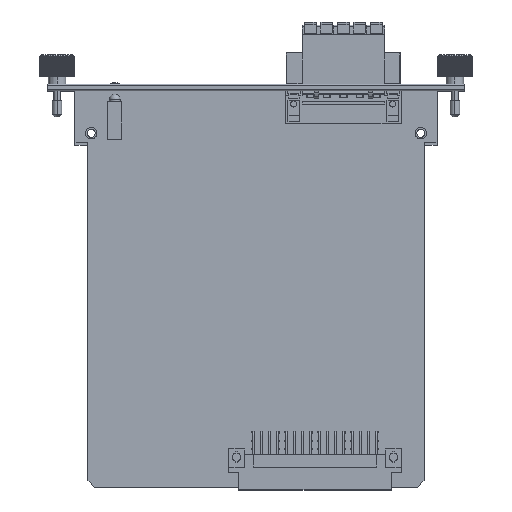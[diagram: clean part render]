
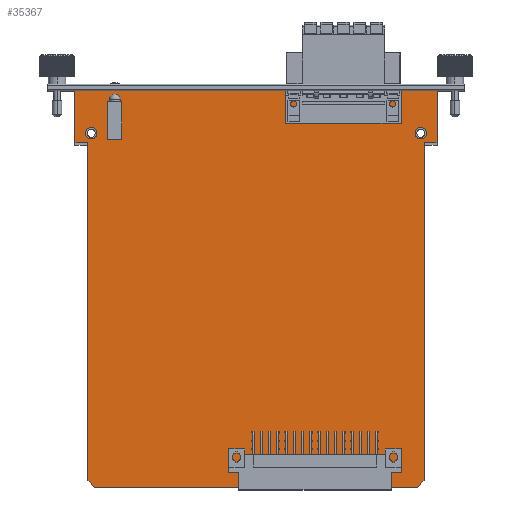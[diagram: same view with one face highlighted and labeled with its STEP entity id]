
A CAD part, top view. The second image highlights one B-rep face of the part: STEP entity #35367.
In plain terms, the highlighted planar face has unit normal (0, 0, 1).
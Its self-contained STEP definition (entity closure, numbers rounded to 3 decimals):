
#1102 = CARTESIAN_POINT ( 'NONE',  ( 50.75, 48., 1.6 ) ) ;
#1134 = CARTESIAN_POINT ( 'NONE',  ( 51.75, -59., 1.6 ) ) ;
#1154 = DIRECTION ( 'NONE',  ( 0., 1., 0. ) ) ;
#1626 = VECTOR ( 'NONE', #15829, 1000. ) ;
#1942 = VECTOR ( 'NONE', #7799, 1000. ) ;
#1984 = DIRECTION ( 'NONE',  ( 0.707, 0.707, 0. ) ) ;
#2238 = EDGE_CURVE ( 'NONE', #16741, #62125, #13605, .T. ) ;
#2592 = DIRECTION ( 'NONE',  ( -1., 0., 0. ) ) ;
#2614 = VERTEX_POINT ( 'NONE', #40775 ) ;
#3958 = VECTOR ( 'NONE', #68130, 1000. ) ;
#4000 = VERTEX_POINT ( 'NONE', #39642 ) ;
#4565 = DIRECTION ( 'NONE',  ( 0., 0., 1. ) ) ;
#4574 = LINE ( 'NONE', #37983, #1626 ) ;
#5406 = ORIENTED_EDGE ( 'NONE', *, *, #58606, .F. ) ;
#7538 = ORIENTED_EDGE ( 'NONE', *, *, #56445, .T. ) ;
#7799 = DIRECTION ( 'NONE',  ( 1., 0., 0. ) ) ;
#7873 = VECTOR ( 'NONE', #41250, 1000. ) ;
#8211 = LINE ( 'NONE', #62702, #3958 ) ;
#9806 = ORIENTED_EDGE ( 'NONE', *, *, #14398, .T. ) ;
#10522 = LINE ( 'NONE', #59891, #54598 ) ;
#10531 = PLANE ( 'NONE',  #21670 ) ;
#10971 = VERTEX_POINT ( 'NONE', #67200 ) ;
#11256 = CARTESIAN_POINT ( 'NONE',  ( 51.75, 45., 1.6 ) ) ;
#11293 = VERTEX_POINT ( 'NONE', #49337 ) ;
#12736 = ORIENTED_EDGE ( 'NONE', *, *, #27761, .T. ) ;
#13433 = VERTEX_POINT ( 'NONE', #34799 ) ;
#13605 = LINE ( 'NONE', #57551, #1942 ) ;
#14398 = EDGE_CURVE ( 'NONE', #69616, #27118, #27943, .T. ) ;
#15226 = ORIENTED_EDGE ( 'NONE', *, *, #46701, .F. ) ;
#15236 = EDGE_CURVE ( 'NONE', #27118, #53595, #61524, .T. ) ;
#15816 = CARTESIAN_POINT ( 'NONE',  ( -50.75, 48., 1.6 ) ) ;
#15829 = DIRECTION ( 'NONE',  ( 0., -1., 0. ) ) ;
#16334 = DIRECTION ( 'NONE',  ( -1., 0., 0. ) ) ;
#16658 = CARTESIAN_POINT ( 'NONE',  ( 51.75, 61., 1.6 ) ) ;
#16668 = DIRECTION ( 'NONE',  ( 0., 0., 1. ) ) ;
#16741 = VERTEX_POINT ( 'NONE', #29137 ) ;
#18083 = CARTESIAN_POINT ( 'NONE',  ( 49.75, -61., 1.6 ) ) ;
#19094 = CARTESIAN_POINT ( 'NONE',  ( -51.75, 61., 1.6 ) ) ;
#20340 = DIRECTION ( 'NONE',  ( 0., 0., 1. ) ) ;
#21379 = ORIENTED_EDGE ( 'NONE', *, *, #33071, .T. ) ;
#21670 = AXIS2_PLACEMENT_3D ( 'NONE', #54831, #20340, #42509 ) ;
#21836 = AXIS2_PLACEMENT_3D ( 'NONE', #1102, #63496, #41721 ) ;
#24245 = EDGE_CURVE ( 'NONE', #55839, #13433, #8211, .T. ) ;
#25072 = ORIENTED_EDGE ( 'NONE', *, *, #24245, .T. ) ;
#25090 = DIRECTION ( 'NONE',  ( 0., 0., 1. ) ) ;
#25163 = CARTESIAN_POINT ( 'NONE',  ( 55.75, 45., 1.6 ) ) ;
#27118 = VERTEX_POINT ( 'NONE', #11256 ) ;
#27314 = ORIENTED_EDGE ( 'NONE', *, *, #65178, .T. ) ;
#27761 = EDGE_CURVE ( 'NONE', #62125, #55839, #29307, .T. ) ;
#27943 = LINE ( 'NONE', #16658, #30075 ) ;
#28617 = CARTESIAN_POINT ( 'NONE',  ( -51.75, -59., 1.6 ) ) ;
#28786 = CARTESIAN_POINT ( 'NONE',  ( 55.75, 61., 1.6 ) ) ;
#29137 = CARTESIAN_POINT ( 'NONE',  ( -55.75, 45., 1.6 ) ) ;
#29307 = LINE ( 'NONE', #19094, #7873 ) ;
#29807 = LINE ( 'NONE', #51263, #53922 ) ;
#30075 = VECTOR ( 'NONE', #71102, 1000. ) ;
#31626 = FACE_BOUND ( 'NONE', #64814, .T. ) ;
#32279 = CIRCLE ( 'NONE', #65876, 1.75 ) ;
#32723 = CARTESIAN_POINT ( 'NONE',  ( -51.75, -61., 1.6 ) ) ;
#32923 = EDGE_CURVE ( 'NONE', #45327, #16741, #4574, .T. ) ;
#33071 = EDGE_CURVE ( 'NONE', #68901, #69616, #50327, .T. ) ;
#34290 = ORIENTED_EDGE ( 'NONE', *, *, #2238, .T. ) ;
#34799 = CARTESIAN_POINT ( 'NONE',  ( -49.75, -61., 1.6 ) ) ;
#35367 = ADVANCED_FACE ( 'NONE', ( #31626, #43579, #60265 ), #10531, .T. ) ;
#35370 = DIRECTION ( 'NONE',  ( 1., 0., 0. ) ) ;
#36719 = AXIS2_PLACEMENT_3D ( 'NONE', #46555, #25090, #2592 ) ;
#37983 = CARTESIAN_POINT ( 'NONE',  ( -55.75, 61., 1.6 ) ) ;
#38531 = DIRECTION ( 'NONE',  ( 1., 0., 0. ) ) ;
#39642 = CARTESIAN_POINT ( 'NONE',  ( 49., 48., 1.6 ) ) ;
#40775 = CARTESIAN_POINT ( 'NONE',  ( -52.5, 48., 1.6 ) ) ;
#41250 = DIRECTION ( 'NONE',  ( 0., -1., 0. ) ) ;
#41721 = DIRECTION ( 'NONE',  ( -1., 0., 0. ) ) ;
#42509 = DIRECTION ( 'NONE',  ( 1., 0., 0. ) ) ;
#43579 = FACE_BOUND ( 'NONE', #71391, .T. ) ;
#44296 = CARTESIAN_POINT ( 'NONE',  ( -50.75, 48., 1.6 ) ) ;
#45327 = VERTEX_POINT ( 'NONE', #63603 ) ;
#46555 = CARTESIAN_POINT ( 'NONE',  ( 50.75, 48., 1.6 ) ) ;
#46601 = VERTEX_POINT ( 'NONE', #28786 ) ;
#46701 = EDGE_CURVE ( 'NONE', #4000, #10971, #67989, .T. ) ;
#46836 = ORIENTED_EDGE ( 'NONE', *, *, #56675, .F. ) ;
#48553 = CIRCLE ( 'NONE', #21836, 1.75 ) ;
#48940 = ORIENTED_EDGE ( 'NONE', *, *, #15236, .T. ) ;
#49337 = CARTESIAN_POINT ( 'NONE',  ( -49., 48., 1.6 ) ) ;
#50327 = LINE ( 'NONE', #62621, #68914 ) ;
#51052 = CIRCLE ( 'NONE', #63761, 1.75 ) ;
#51263 = CARTESIAN_POINT ( 'NONE',  ( 55.75, 61., 1.6 ) ) ;
#51647 = CARTESIAN_POINT ( 'NONE',  ( -51.75, 45., 1.6 ) ) ;
#52022 = VECTOR ( 'NONE', #38531, 1000. ) ;
#52132 = EDGE_CURVE ( 'NONE', #46601, #45327, #10522, .T. ) ;
#52307 = ORIENTED_EDGE ( 'NONE', *, *, #52132, .T. ) ;
#52427 = CARTESIAN_POINT ( 'NONE',  ( 51.75, 45., 1.6 ) ) ;
#53595 = VERTEX_POINT ( 'NONE', #25163 ) ;
#53922 = VECTOR ( 'NONE', #1154, 1000. ) ;
#54598 = VECTOR ( 'NONE', #16334, 1000. ) ;
#54831 = CARTESIAN_POINT ( 'NONE',  ( -51.75, -61., 1.6 ) ) ;
#55839 = VERTEX_POINT ( 'NONE', #28617 ) ;
#56445 = EDGE_CURVE ( 'NONE', #13433, #68901, #60297, .T. ) ;
#56675 = EDGE_CURVE ( 'NONE', #10971, #4000, #48553, .T. ) ;
#57551 = CARTESIAN_POINT ( 'NONE',  ( -51.75, 45., 1.6 ) ) ;
#58606 = EDGE_CURVE ( 'NONE', #11293, #2614, #51052, .T. ) ;
#59891 = CARTESIAN_POINT ( 'NONE',  ( -51.75, 61., 1.6 ) ) ;
#60101 = DIRECTION ( 'NONE',  ( 1., 0., 0. ) ) ;
#60115 = EDGE_LOOP ( 'NONE', ( #7538, #21379, #9806, #48940, #27314, #52307, #66238, #34290, #12736, #25072 ) ) ;
#60265 = FACE_OUTER_BOUND ( 'NONE', #60115, .T. ) ;
#60297 = LINE ( 'NONE', #32723, #52022 ) ;
#60954 = DIRECTION ( 'NONE',  ( 1., 0., 0. ) ) ;
#60959 = ORIENTED_EDGE ( 'NONE', *, *, #70072, .F. ) ;
#61524 = LINE ( 'NONE', #52427, #68416 ) ;
#62125 = VERTEX_POINT ( 'NONE', #51647 ) ;
#62621 = CARTESIAN_POINT ( 'NONE',  ( -1., -111.75, 1.6 ) ) ;
#62702 = CARTESIAN_POINT ( 'NONE',  ( -50.75, -60., 1.6 ) ) ;
#63496 = DIRECTION ( 'NONE',  ( 0., 0., 1. ) ) ;
#63603 = CARTESIAN_POINT ( 'NONE',  ( -55.75, 61., 1.6 ) ) ;
#63761 = AXIS2_PLACEMENT_3D ( 'NONE', #15816, #4565, #60101 ) ;
#64814 = EDGE_LOOP ( 'NONE', ( #46836, #15226 ) ) ;
#65178 = EDGE_CURVE ( 'NONE', #53595, #46601, #29807, .T. ) ;
#65876 = AXIS2_PLACEMENT_3D ( 'NONE', #44296, #16668, #60954 ) ;
#66238 = ORIENTED_EDGE ( 'NONE', *, *, #32923, .T. ) ;
#67200 = CARTESIAN_POINT ( 'NONE',  ( 52.5, 48., 1.6 ) ) ;
#67989 = CIRCLE ( 'NONE', #36719, 1.75 ) ;
#68130 = DIRECTION ( 'NONE',  ( 0.707, -0.707, 0. ) ) ;
#68416 = VECTOR ( 'NONE', #35370, 1000. ) ;
#68901 = VERTEX_POINT ( 'NONE', #18083 ) ;
#68914 = VECTOR ( 'NONE', #1984, 1000. ) ;
#69616 = VERTEX_POINT ( 'NONE', #1134 ) ;
#70072 = EDGE_CURVE ( 'NONE', #2614, #11293, #32279, .T. ) ;
#71102 = DIRECTION ( 'NONE',  ( 0., 1., 0. ) ) ;
#71391 = EDGE_LOOP ( 'NONE', ( #5406, #60959 ) ) ;
